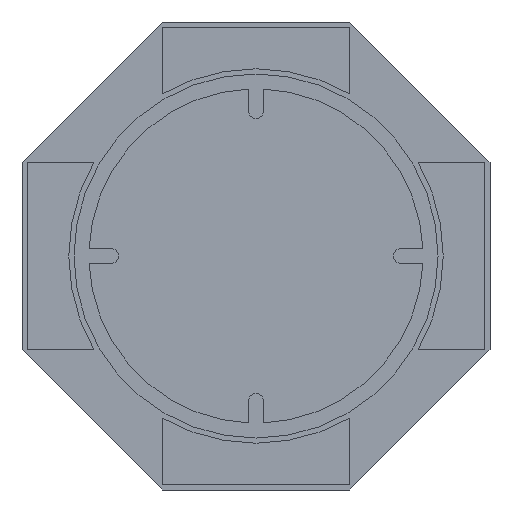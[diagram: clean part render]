
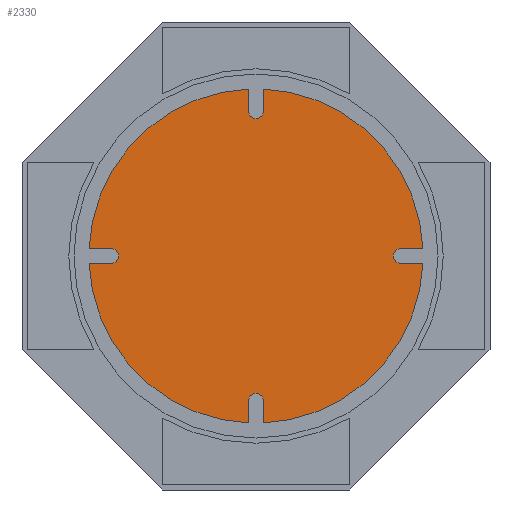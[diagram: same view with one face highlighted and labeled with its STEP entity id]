
A CAD part, front view. The second image highlights one B-rep face of the part: STEP entity #2330.
In plain terms, the highlighted planar face has unit normal (0, -1, 0).
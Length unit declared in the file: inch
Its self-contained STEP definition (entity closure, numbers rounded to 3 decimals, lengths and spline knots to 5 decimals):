
#111=CARTESIAN_POINT('',(0.,0.,0.09739));
#112=DIRECTION('',(0.,-1.,0.));
#113=DIRECTION('',(-1.,0.,0.));
#114=AXIS2_PLACEMENT_3D('',#111,#112,#113);
#116=DIRECTION('',(0.,0.,1.));
#117=VECTOR('',#116,0.015);
#118=CARTESIAN_POINT('',(0.005,0.,0.09739));
#119=LINE('',#118,#117);
#120=CARTESIAN_POINT('',(0.,0.,0.));
#121=DIRECTION('',(0.,-1.,0.));
#122=DIRECTION('',(0.999,0.,0.044));
#123=AXIS2_PLACEMENT_3D('',#120,#121,#122);
#125=DIRECTION('',(-1.,0.,0.));
#126=VECTOR('',#125,0.015);
#127=CARTESIAN_POINT('',(0.11239,0.,0.005));
#128=LINE('',#127,#126);
#129=CARTESIAN_POINT('',(0.09739,0.,0.));
#130=DIRECTION('',(0.,-1.,0.));
#131=DIRECTION('',(0.,0.,1.));
#132=AXIS2_PLACEMENT_3D('',#129,#130,#131);
#134=DIRECTION('',(1.,0.,0.));
#135=VECTOR('',#134,0.015);
#136=CARTESIAN_POINT('',(0.09739,0.,-0.005));
#137=LINE('',#136,#135);
#138=CARTESIAN_POINT('',(0.,0.,0.));
#139=DIRECTION('',(0.,-1.,0.));
#140=DIRECTION('',(0.044,0.,-0.999));
#141=AXIS2_PLACEMENT_3D('',#138,#139,#140);
#143=DIRECTION('',(0.,0.,1.));
#144=VECTOR('',#143,0.015);
#145=CARTESIAN_POINT('',(0.005,0.,-0.11239));
#146=LINE('',#145,#144);
#147=CARTESIAN_POINT('',(0.,0.,-0.09739));
#148=DIRECTION('',(0.,-1.,0.));
#149=DIRECTION('',(1.,0.,0.));
#150=AXIS2_PLACEMENT_3D('',#147,#148,#149);
#152=DIRECTION('',(0.,0.,-1.));
#153=VECTOR('',#152,0.015);
#154=CARTESIAN_POINT('',(-0.005,0.,-0.09739));
#155=LINE('',#154,#153);
#156=CARTESIAN_POINT('',(0.,0.,0.));
#157=DIRECTION('',(0.,-1.,0.));
#158=DIRECTION('',(-0.999,0.,-0.044));
#159=AXIS2_PLACEMENT_3D('',#156,#157,#158);
#161=DIRECTION('',(1.,0.,0.));
#162=VECTOR('',#161,0.015);
#163=CARTESIAN_POINT('',(-0.11239,0.,-0.005));
#164=LINE('',#163,#162);
#165=CARTESIAN_POINT('',(-0.09739,0.,0.));
#166=DIRECTION('',(0.,-1.,0.));
#167=DIRECTION('',(0.,0.,-1.));
#168=AXIS2_PLACEMENT_3D('',#165,#166,#167);
#170=DIRECTION('',(-1.,0.,0.));
#171=VECTOR('',#170,0.015);
#172=CARTESIAN_POINT('',(-0.09739,0.,0.005));
#173=LINE('',#172,#171);
#174=CARTESIAN_POINT('',(0.,0.,0.));
#175=DIRECTION('',(0.,-1.,0.));
#176=DIRECTION('',(-0.044,0.,0.999));
#177=AXIS2_PLACEMENT_3D('',#174,#175,#176);
#179=DIRECTION('',(0.,0.,-1.));
#180=VECTOR('',#179,0.015);
#181=CARTESIAN_POINT('',(-0.005,0.,0.11239));
#182=LINE('',#181,#180);
#1809=CARTESIAN_POINT('',(-0.005,0.,0.09739));
#1810=CARTESIAN_POINT('',(0.005,0.,0.09739));
#1811=VERTEX_POINT('',#1809);
#1812=VERTEX_POINT('',#1810);
#1813=CARTESIAN_POINT('',(0.005,0.,0.11239));
#1814=VERTEX_POINT('',#1813);
#1815=CARTESIAN_POINT('',(0.11239,0.,0.005));
#1816=VERTEX_POINT('',#1815);
#1817=CARTESIAN_POINT('',(0.09739,0.,0.005));
#1818=VERTEX_POINT('',#1817);
#1819=CARTESIAN_POINT('',(0.09739,0.,-0.005));
#1820=VERTEX_POINT('',#1819);
#1821=CARTESIAN_POINT('',(0.11239,0.,-0.005));
#1822=VERTEX_POINT('',#1821);
#1823=CARTESIAN_POINT('',(0.005,0.,-0.11239));
#1824=VERTEX_POINT('',#1823);
#1825=CARTESIAN_POINT('',(0.005,0.,-0.09739));
#1826=VERTEX_POINT('',#1825);
#1827=CARTESIAN_POINT('',(-0.005,0.,-0.09739));
#1828=VERTEX_POINT('',#1827);
#1829=CARTESIAN_POINT('',(-0.005,0.,-0.11239));
#1830=VERTEX_POINT('',#1829);
#1831=CARTESIAN_POINT('',(-0.11239,0.,-0.005));
#1832=VERTEX_POINT('',#1831);
#1833=CARTESIAN_POINT('',(-0.09739,0.,-0.005));
#1834=VERTEX_POINT('',#1833);
#1835=CARTESIAN_POINT('',(-0.09739,0.,0.005));
#1836=VERTEX_POINT('',#1835);
#1837=CARTESIAN_POINT('',(-0.11239,0.,0.005));
#1838=VERTEX_POINT('',#1837);
#1839=CARTESIAN_POINT('',(-0.005,0.,0.11239));
#1840=VERTEX_POINT('',#1839);
#2291=CARTESIAN_POINT('',(0.,0.,0.));
#2292=DIRECTION('',(0.,1.,0.));
#2293=DIRECTION('',(1.,0.,0.));
#2294=AXIS2_PLACEMENT_3D('',#2291,#2292,#2293);
#2295=PLANE('',#2294);
#2297=ORIENTED_EDGE('',*,*,#2296,.T.);
#2299=ORIENTED_EDGE('',*,*,#2298,.T.);
#2301=ORIENTED_EDGE('',*,*,#2300,.F.);
#2303=ORIENTED_EDGE('',*,*,#2302,.T.);
#2305=ORIENTED_EDGE('',*,*,#2304,.T.);
#2307=ORIENTED_EDGE('',*,*,#2306,.T.);
#2309=ORIENTED_EDGE('',*,*,#2308,.F.);
#2311=ORIENTED_EDGE('',*,*,#2310,.T.);
#2313=ORIENTED_EDGE('',*,*,#2312,.T.);
#2315=ORIENTED_EDGE('',*,*,#2314,.T.);
#2317=ORIENTED_EDGE('',*,*,#2316,.F.);
#2319=ORIENTED_EDGE('',*,*,#2318,.T.);
#2321=ORIENTED_EDGE('',*,*,#2320,.T.);
#2323=ORIENTED_EDGE('',*,*,#2322,.T.);
#2325=ORIENTED_EDGE('',*,*,#2324,.F.);
#2327=ORIENTED_EDGE('',*,*,#2326,.T.);
#2328=EDGE_LOOP('',(#2297,#2299,#2301,#2303,#2305,#2307,#2309,#2311,#2313,#2315,
#2317,#2319,#2321,#2323,#2325,#2327));
#2329=FACE_OUTER_BOUND('',#2328,.F.);
#2330=ADVANCED_FACE('',(#2329),#2295,.F.);
#115=CIRCLE('',#114,0.005);
#124=CIRCLE('',#123,0.1125);
#133=CIRCLE('',#132,0.005);
#142=CIRCLE('',#141,0.1125);
#151=CIRCLE('',#150,0.005);
#160=CIRCLE('',#159,0.1125);
#169=CIRCLE('',#168,0.005);
#178=CIRCLE('',#177,0.1125);
#2296=EDGE_CURVE('',#1811,#1812,#115,.T.);
#2298=EDGE_CURVE('',#1812,#1814,#119,.T.);
#2300=EDGE_CURVE('',#1816,#1814,#124,.T.);
#2302=EDGE_CURVE('',#1816,#1818,#128,.T.);
#2304=EDGE_CURVE('',#1818,#1820,#133,.T.);
#2306=EDGE_CURVE('',#1820,#1822,#137,.T.);
#2308=EDGE_CURVE('',#1824,#1822,#142,.T.);
#2310=EDGE_CURVE('',#1824,#1826,#146,.T.);
#2312=EDGE_CURVE('',#1826,#1828,#151,.T.);
#2314=EDGE_CURVE('',#1828,#1830,#155,.T.);
#2316=EDGE_CURVE('',#1832,#1830,#160,.T.);
#2318=EDGE_CURVE('',#1832,#1834,#164,.T.);
#2320=EDGE_CURVE('',#1834,#1836,#169,.T.);
#2322=EDGE_CURVE('',#1836,#1838,#173,.T.);
#2324=EDGE_CURVE('',#1840,#1838,#178,.T.);
#2326=EDGE_CURVE('',#1840,#1811,#182,.T.);
